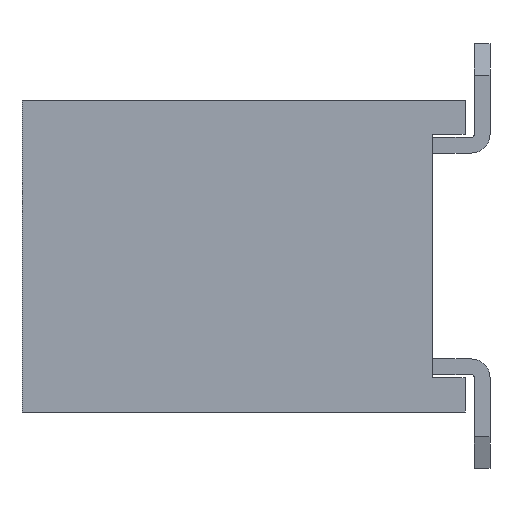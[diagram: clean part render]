
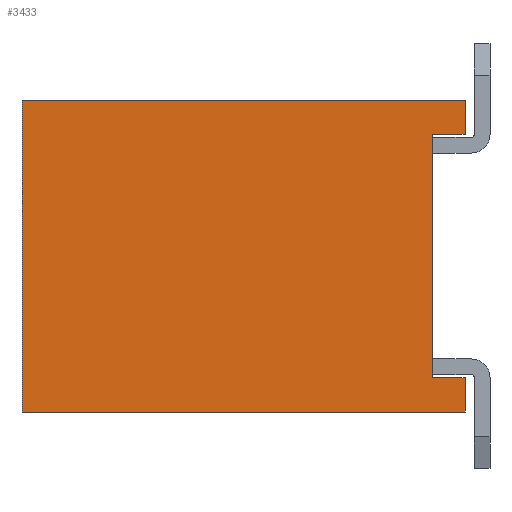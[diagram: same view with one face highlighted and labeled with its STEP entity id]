
A CAD part, left-side view. The second image highlights one B-rep face of the part: STEP entity #3433.
In plain terms, the highlighted planar face has unit normal (-1, 0, 0).
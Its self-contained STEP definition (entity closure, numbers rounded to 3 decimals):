
#249 = AXIS2_PLACEMENT_3D ( 'NONE', #570, #571, #582 ) ;
#286 = CARTESIAN_POINT ( 'NONE',  ( 0., 0., -4.45 ) ) ;
#300 = CARTESIAN_POINT ( 'NONE',  ( 0., 0.52, -0.55 ) ) ;
#318 = CARTESIAN_POINT ( 'NONE',  ( 0., 7.1, -5. ) ) ;
#346 = CARTESIAN_POINT ( 'NONE',  ( 0., 0., 0. ) ) ;
#349 = CARTESIAN_POINT ( 'NONE',  ( 0., 7.1, 0. ) ) ;
#570 = CARTESIAN_POINT ( 'NONE',  ( 0., 7.1, 0. ) ) ;
#571 = DIRECTION ( 'NONE',  ( 1., 0., 0. ) ) ;
#581 = PLANE ( 'NONE',  #249 ) ;
#582 = DIRECTION ( 'NONE',  ( 0., 0., -1. ) ) ;
#902 = CARTESIAN_POINT ( 'NONE',  ( 0., 0.52, -4.45 ) ) ;
#917 = CARTESIAN_POINT ( 'NONE',  ( 0., 0., -5. ) ) ;
#926 = CARTESIAN_POINT ( 'NONE',  ( 0., 0., -0.55 ) ) ;
#1078 = FACE_OUTER_BOUND ( 'NONE', #4481, .T. ) ;
#2014 = LINE ( 'NONE', #2400, #2016 ) ;
#2016 = VECTOR ( 'NONE', #2383, 1000. ) ;
#2383 = DIRECTION ( 'NONE',  ( 0., -1., 0. ) ) ;
#2400 = CARTESIAN_POINT ( 'NONE',  ( 0., 7.1, -5. ) ) ;
#2624 = CARTESIAN_POINT ( 'NONE',  ( 0., 0., 0. ) ) ;
#2626 = DIRECTION ( 'NONE',  ( 0., 0., 1. ) ) ;
#2633 = DIRECTION ( 'NONE',  ( 0., 0., -1. ) ) ;
#2647 = CARTESIAN_POINT ( 'NONE',  ( 0., 0.52, -4.45 ) ) ;
#2657 = CARTESIAN_POINT ( 'NONE',  ( 0., 7.1, 0. ) ) ;
#2658 = DIRECTION ( 'NONE',  ( 0., 0., 1. ) ) ;
#2661 = DIRECTION ( 'NONE',  ( 0., 0., 1. ) ) ;
#2669 = DIRECTION ( 'NONE',  ( 0., -1., 0. ) ) ;
#2673 = CARTESIAN_POINT ( 'NONE',  ( 0., 0., -4.45 ) ) ;
#2674 = DIRECTION ( 'NONE',  ( 0., -1., 0. ) ) ;
#2678 = CARTESIAN_POINT ( 'NONE',  ( 0., 7.1, 0. ) ) ;
#2680 = CARTESIAN_POINT ( 'NONE',  ( 0., 0., 0. ) ) ;
#2693 = CARTESIAN_POINT ( 'NONE',  ( 0., 0., -0.55 ) ) ;
#2700 = DIRECTION ( 'NONE',  ( 0., 1., 0. ) ) ;
#2823 = LINE ( 'NONE', #2678, #2833 ) ;
#2833 = VECTOR ( 'NONE', #2669, 1000. ) ;
#2834 = LINE ( 'NONE', #2673, #2835 ) ;
#2835 = VECTOR ( 'NONE', #2674, 1000. ) ;
#2849 = LINE ( 'NONE', #2624, #2870 ) ;
#2852 = LINE ( 'NONE', #2657, #2876 ) ;
#2855 = VECTOR ( 'NONE', #2661, 1000. ) ;
#2859 = VECTOR ( 'NONE', #2633, 1000. ) ;
#2867 = LINE ( 'NONE', #2647, #2859 ) ;
#2870 = VECTOR ( 'NONE', #2626, 1000. ) ;
#2871 = LINE ( 'NONE', #2680, #2855 ) ;
#2876 = VECTOR ( 'NONE', #2658, 1000. ) ;
#2895 = LINE ( 'NONE', #2693, #2898 ) ;
#2898 = VECTOR ( 'NONE', #2700, 1000. ) ;
#3245 = VERTEX_POINT ( 'NONE', #902 ) ;
#3249 = VERTEX_POINT ( 'NONE', #917 ) ;
#3251 = VERTEX_POINT ( 'NONE', #926 ) ;
#3264 = VERTEX_POINT ( 'NONE', #300 ) ;
#3268 = VERTEX_POINT ( 'NONE', #346 ) ;
#3273 = VERTEX_POINT ( 'NONE', #286 ) ;
#3283 = VERTEX_POINT ( 'NONE', #318 ) ;
#3317 = VERTEX_POINT ( 'NONE', #349 ) ;
#3433 = ADVANCED_FACE ( 'NONE', ( #1078 ), #581, .F. ) ;
#3881 = EDGE_CURVE ( 'NONE', #3283, #3249, #2014, .T. ) ;
#4010 = EDGE_CURVE ( 'NONE', #3264, #3245, #2867, .T. ) ;
#4016 = EDGE_CURVE ( 'NONE', #3249, #3273, #2849, .T. ) ;
#4020 = EDGE_CURVE ( 'NONE', #3283, #3317, #2852, .T. ) ;
#4021 = EDGE_CURVE ( 'NONE', #3317, #3268, #2823, .T. ) ;
#4022 = EDGE_CURVE ( 'NONE', #3245, #3273, #2834, .T. ) ;
#4027 = EDGE_CURVE ( 'NONE', #3251, #3268, #2871, .T. ) ;
#4036 = EDGE_CURVE ( 'NONE', #3251, #3264, #2895, .T. ) ;
#4040 = ORIENTED_EDGE ( 'NONE', *, *, #4036, .F. ) ;
#4069 = ORIENTED_EDGE ( 'NONE', *, *, #4027, .T. ) ;
#4073 = ORIENTED_EDGE ( 'NONE', *, *, #3881, .T. ) ;
#4481 = EDGE_LOOP ( 'NONE', ( #5043, #5042, #5046, #4040, #4069, #5041, #5015, #4073 ) ) ;
#5015 = ORIENTED_EDGE ( 'NONE', *, *, #4020, .F. ) ;
#5041 = ORIENTED_EDGE ( 'NONE', *, *, #4021, .F. ) ;
#5042 = ORIENTED_EDGE ( 'NONE', *, *, #4022, .F. ) ;
#5043 = ORIENTED_EDGE ( 'NONE', *, *, #4016, .T. ) ;
#5046 = ORIENTED_EDGE ( 'NONE', *, *, #4010, .F. ) ;
